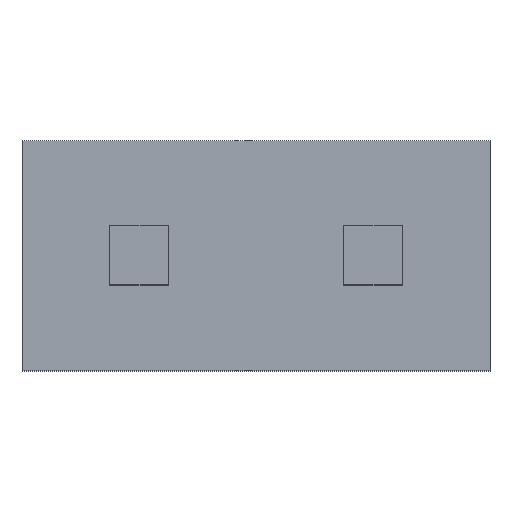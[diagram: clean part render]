
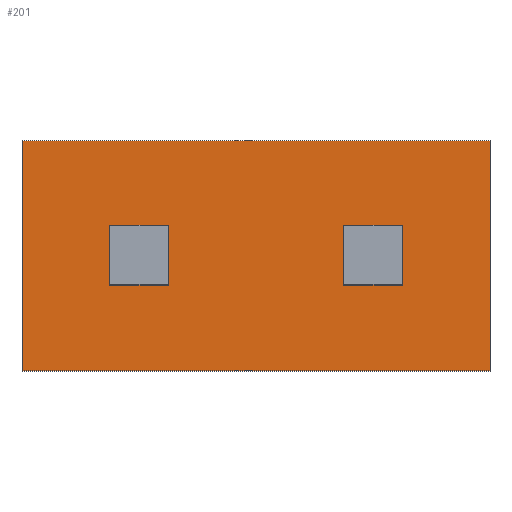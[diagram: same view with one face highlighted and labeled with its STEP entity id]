
A CAD part, top view. The second image highlights one B-rep face of the part: STEP entity #201.
In plain terms, the highlighted planar face has unit normal (0, 0, 1).
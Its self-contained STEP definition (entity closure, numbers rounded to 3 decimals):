
#201=ADVANCED_FACE('',(#405,#407,#409),#411,.T.);
#405=FACE_BOUND('',#406,.T.);
#406=EDGE_LOOP('',(#548,#549,#550,#551));
#407=FACE_BOUND('',#408,.T.);
#408=EDGE_LOOP('',(#552,#553,#554,#555));
#409=FACE_BOUND('',#410,.T.);
#410=EDGE_LOOP('',(#556,#557,#558,#559));
#411=PLANE('',#412);
#412=AXIS2_PLACEMENT_3D('',#413,#414,#415);
#413=CARTESIAN_POINT('',(0.,0.,5.5));
#414=DIRECTION('',(0.,0.,1.));
#415=DIRECTION('',(1.,0.,0.));
#548=ORIENTED_EDGE('',*,*,#644,.T.);
#549=ORIENTED_EDGE('',*,*,#645,.T.);
#550=ORIENTED_EDGE('',*,*,#646,.T.);
#551=ORIENTED_EDGE('',*,*,#647,.T.);
#552=ORIENTED_EDGE('',*,*,#636,.T.);
#553=ORIENTED_EDGE('',*,*,#616,.T.);
#554=ORIENTED_EDGE('',*,*,#624,.T.);
#555=ORIENTED_EDGE('',*,*,#630,.T.);
#556=ORIENTED_EDGE('',*,*,#612,.T.);
#557=ORIENTED_EDGE('',*,*,#592,.T.);
#558=ORIENTED_EDGE('',*,*,#600,.T.);
#559=ORIENTED_EDGE('',*,*,#606,.T.);
#592=EDGE_CURVE('',#652,#653,#654,.T.);
#600=EDGE_CURVE('',#653,#668,#669,.T.);
#606=EDGE_CURVE('',#668,#678,#679,.T.);
#612=EDGE_CURVE('',#678,#652,#688,.T.);
#616=EDGE_CURVE('',#692,#693,#694,.T.);
#624=EDGE_CURVE('',#693,#708,#709,.T.);
#630=EDGE_CURVE('',#708,#718,#719,.T.);
#636=EDGE_CURVE('',#718,#692,#728,.T.);
#644=EDGE_CURVE('',#740,#741,#742,.T.);
#645=EDGE_CURVE('',#741,#743,#744,.T.);
#646=EDGE_CURVE('',#743,#745,#746,.T.);
#647=EDGE_CURVE('',#745,#740,#747,.T.);
#652=VERTEX_POINT('',#752);
#653=VERTEX_POINT('',#753);
#654=LINE('',#754,#755);
#668=VERTEX_POINT('',#784);
#669=LINE('',#785,#786);
#678=VERTEX_POINT('',#806);
#679=LINE('',#807,#808);
#688=LINE('',#828,#829);
#692=VERTEX_POINT('',#840);
#693=VERTEX_POINT('',#841);
#694=LINE('',#842,#843);
#708=VERTEX_POINT('',#872);
#709=LINE('',#873,#874);
#718=VERTEX_POINT('',#894);
#719=LINE('',#895,#896);
#728=LINE('',#916,#917);
#740=VERTEX_POINT('',#944);
#741=VERTEX_POINT('',#945);
#742=LINE('',#946,#947);
#743=VERTEX_POINT('',#949);
#744=LINE('',#950,#951);
#745=VERTEX_POINT('',#953);
#746=LINE('',#954,#955);
#747=LINE('',#957,#958);
#752=CARTESIAN_POINT('',(2.86,-0.32,5.5));
#753=CARTESIAN_POINT('',(2.22,-0.32,5.5));
#754=CARTESIAN_POINT('',(2.86,-0.32,5.5));
#755=VECTOR('',#756,1.);
#756=DIRECTION('',(-1.,0.,0.));
#784=CARTESIAN_POINT('',(2.22,0.32,5.5));
#785=CARTESIAN_POINT('',(2.22,-0.32,5.5));
#786=VECTOR('',#787,1.);
#787=DIRECTION('',(0.,1.,0.));
#806=CARTESIAN_POINT('',(2.86,0.32,5.5));
#807=CARTESIAN_POINT('',(2.22,0.32,5.5));
#808=VECTOR('',#809,1.);
#809=DIRECTION('',(1.,0.,0.));
#828=CARTESIAN_POINT('',(2.86,0.32,5.5));
#829=VECTOR('',#830,1.);
#830=DIRECTION('',(0.,-1.,0.));
#840=CARTESIAN_POINT('',(0.32,-0.32,5.5));
#841=CARTESIAN_POINT('',(-0.32,-0.32,5.5));
#842=CARTESIAN_POINT('',(0.32,-0.32,5.5));
#843=VECTOR('',#844,1.);
#844=DIRECTION('',(-1.,0.,0.));
#872=CARTESIAN_POINT('',(-0.32,0.32,5.5));
#873=CARTESIAN_POINT('',(-0.32,-0.32,5.5));
#874=VECTOR('',#875,1.);
#875=DIRECTION('',(0.,1.,0.));
#894=CARTESIAN_POINT('',(0.32,0.32,5.5));
#895=CARTESIAN_POINT('',(-0.32,0.32,5.5));
#896=VECTOR('',#897,1.);
#897=DIRECTION('',(1.,0.,0.));
#916=CARTESIAN_POINT('',(0.32,0.32,5.5));
#917=VECTOR('',#918,1.);
#918=DIRECTION('',(0.,-1.,0.));
#944=CARTESIAN_POINT('',(3.81,-1.25,5.5));
#945=CARTESIAN_POINT('',(3.81,1.25,5.5));
#946=CARTESIAN_POINT('',(3.81,-1.25,5.5));
#947=VECTOR('',#948,1.);
#948=DIRECTION('',(0.,1.,0.));
#949=CARTESIAN_POINT('',(-1.27,1.25,5.5));
#950=CARTESIAN_POINT('',(3.81,1.25,5.5));
#951=VECTOR('',#952,1.);
#952=DIRECTION('',(-1.,0.,0.));
#953=CARTESIAN_POINT('',(-1.27,-1.25,5.5));
#954=CARTESIAN_POINT('',(-1.27,1.25,5.5));
#955=VECTOR('',#956,1.);
#956=DIRECTION('',(0.,-1.,0.));
#957=CARTESIAN_POINT('',(-1.27,-1.25,5.5));
#958=VECTOR('',#959,1.);
#959=DIRECTION('',(1.,0.,0.));
